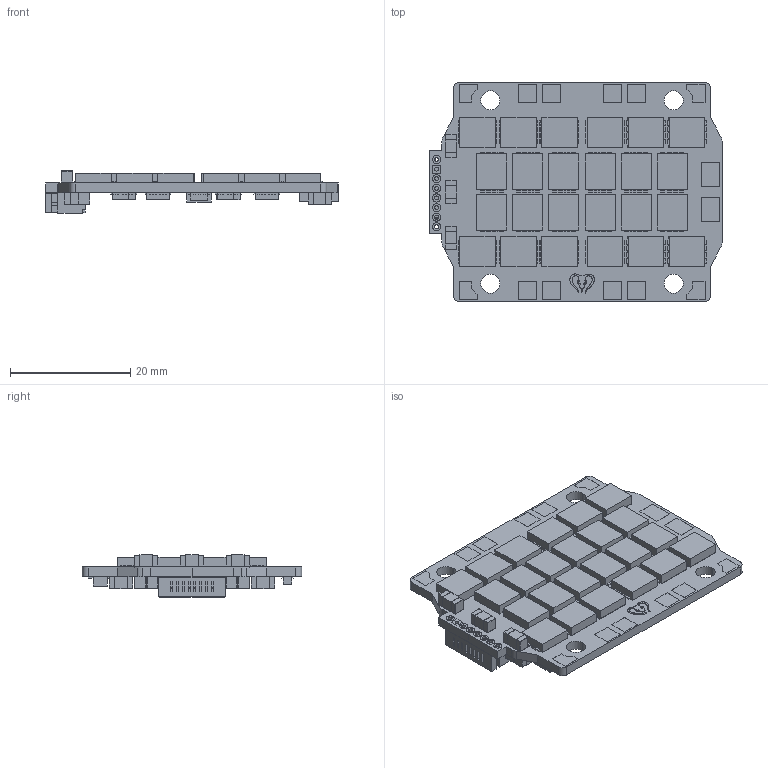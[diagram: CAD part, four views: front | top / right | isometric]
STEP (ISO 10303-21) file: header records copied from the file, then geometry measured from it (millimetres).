
FILE_DESCRIPTION((''),'2;1');
FILE_NAME('REGEL_ASM','2022-02-19T21:11:53',('BenoVidla'),(''),'CREO PARAMETRIC BY PTC INC, 2021063','CREO PARAMETRIC BY PTC INC, 2021063','');
FILE_SCHEMA(('AP242_MANAGED_MODEL_BASED_3D_ENGINEERING_MIM_LF { 1 0 10303 442 1 1 4 }'));
Products named in the file (11): REGEL; REGEL1; REGEL2; REGEL3; REGEL4; REGEL5; REGEL7; REGEL6; REGEL8; KONEKTOR; REGEL_ASM
Assembly tree (52 placements, depth 2):
  REGEL_ASM
    REGEL
    REGEL1  x14
    REGEL2  x24
    REGEL3
    REGEL4
    REGEL5
    REGEL7  x4
    REGEL6  x4
    REGEL8
    KONEKTOR
Bounding box: 48.75 x 36.5 x 7.01 mm (x, y, z)
Volume: 4398.2 mm3; surface area: 7621.2 mm2
Topology: 52 solids, 52 shells, 3683 faces, 11922 edges, 8609 vertices
Faces by surface type: plane 3413, cylinder 201, sphere 56, extrusion 13
Entity records: 79802 total; most frequent: CARTESIAN_POINT 12774, DIRECTION 10911, ORIENTED_EDGE 10636, VECTOR 6449, LINE 6436, EDGE_CURVE 5318, VERTEX_POINT 3536, AXIS2_PLACEMENT_3D 2231
